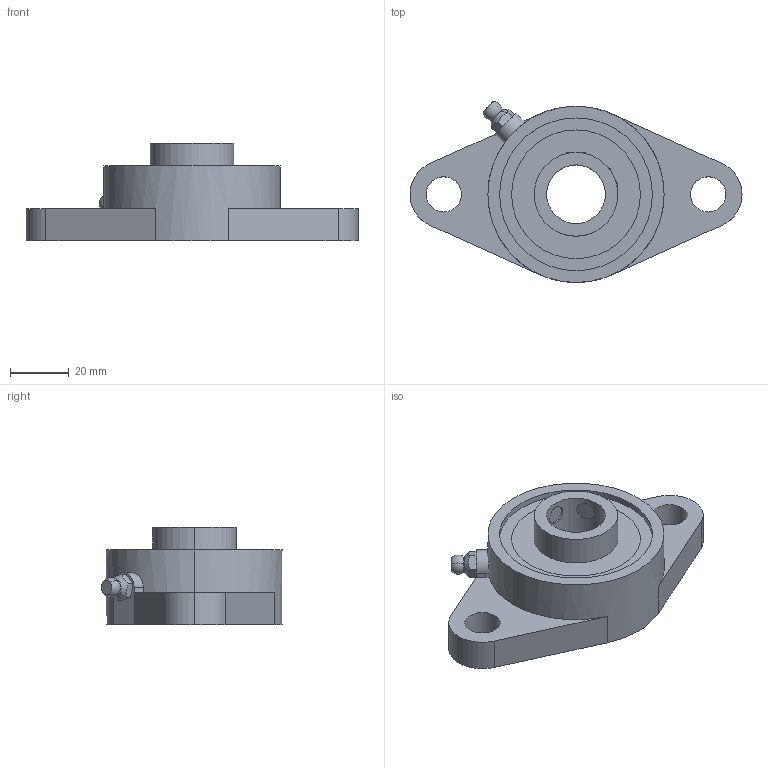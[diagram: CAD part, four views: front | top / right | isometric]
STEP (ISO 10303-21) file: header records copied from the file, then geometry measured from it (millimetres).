
FILE_DESCRIPTION (( 'STEP AP203' ), '1' );
FILE_NAME ('M3164_UCFL204x20MM.STEP', '2014-07-28T15:05:08', ( 'jeff' ), ( '' ), 'SwSTEP 2.0', 'SolidWorks 2014', '' );
FILE_SCHEMA (( 'CONFIG_CONTROL_DESIGN' ));
Length unit declared in the file: millimetre
Products named in the file (4): FL200 Series_FL 204; UC200 Gold Series_UC204 x 20MM; M6 Zerk; M3164_UCFL204x20MM
Assembly tree (3 placements, depth 2):
  M3164_UCFL204x20MM
    FL200 Series_FL 204
    UC200 Gold Series_UC204 x 20MM
    M6 Zerk
Bounding box: 113 x 61.61 x 33.3 mm (x, y, z)
Volume: 69337.5 mm3; surface area: 24986.3 mm2
Topology: 5 solids, 5 shells, 88 faces, 227 edges, 149 vertices
Faces by surface type: plane 46, cylinder 32, sphere 6, cone 4
Entity records: 3390 total; most frequent: CARTESIAN_POINT 866, DIRECTION 460, ORIENTED_EDGE 418, EDGE_CURVE 209, AXIS2_PLACEMENT_3D 174, VERTEX_POINT 138, VECTOR 112, LINE 112
